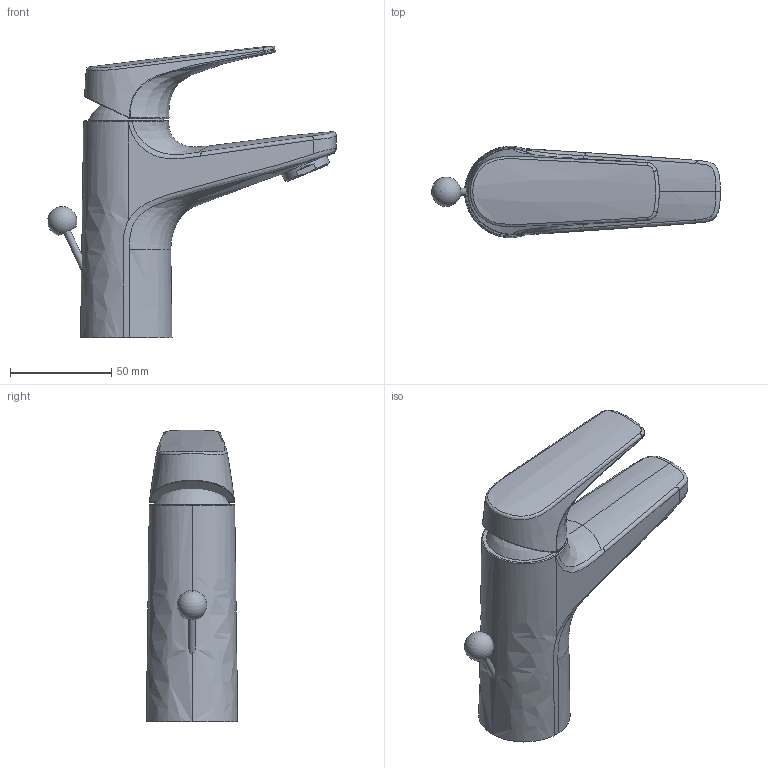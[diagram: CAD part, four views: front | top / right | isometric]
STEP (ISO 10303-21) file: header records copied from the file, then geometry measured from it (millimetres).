
FILE_DESCRIPTION(/* description */ ('Unknown'),/* implementation_level */ '2;1');
FILE_NAME(/* name */ '23809000',/* time_stamp */ '2022-09-08T15:53:58+02:00',/* author */ ('Unknown'),/* organization */ ('GROHE AG'),/* preprocessor_version */ 'ST-DEVELOPER v16.7',/* originating_system */ 'DEX',/* authorisation */ $);
FILE_SCHEMA (('AUTOMOTIVE_DESIGN {1 0 10303 214 3 1 1}'));
Products named in the file (7): 23809000; 40.2951.24300; 23809000_0; 23809000_1; 23809000_2; 23809000_3
Assembly tree (6 placements, depth 2):
  23809000
    40.2951.24300
    23809000
    23809000_0
    23809000_1
    23809000_2
    23809000_3
Bounding box: 142.26 x 44.94 x 143.86 mm (x, y, z)
Volume: 280268.1 mm3; surface area: 42232 mm2
Topology: 6 solids, 7 shells, 3191 faces, 8460 edges, 5620 vertices
Faces by surface type: plane 2113, cylinder 719, cone 266, bspline 84, torus 6, sphere 3
Full cylindrical faces by diameter (mm): 3.242 x1, 3.45 x1, 4 x1, 4.1 x1, 6 x1, 8.4 x1, 13.95 x1, 15.7 x1, 16.05 x1, 16.15 x1, 16.831 x1, 17.1 x1, 17.75 x2, 20.15 x1, 20.88 x1, 21.205 x1, 21.5 x1, 22.45 x2, 23.87 x1
Entity records: 131055 total; most frequent: CARTESIAN_POINT 30855, ORIENTED_EDGE 16776, DIRECTION 15879, EDGE_CURVE 8388, AXIS2_PLACEMENT_3D 5644, VERTEX_POINT 5590, LINE 4591, VECTOR 4591
